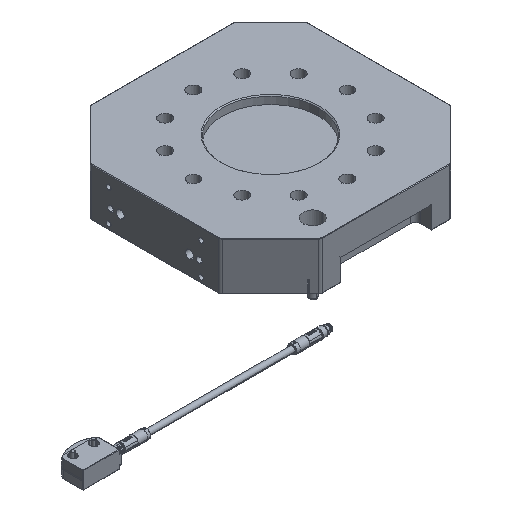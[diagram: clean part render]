
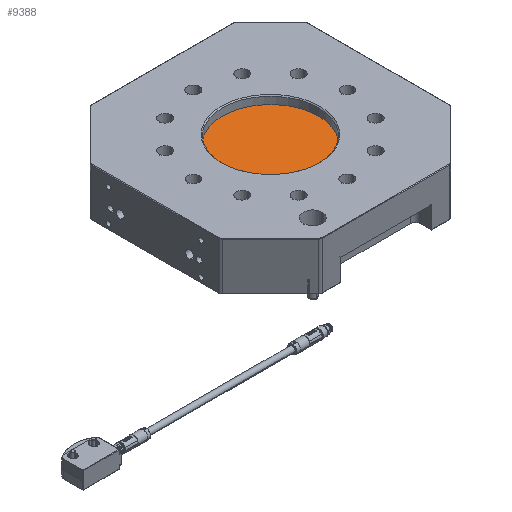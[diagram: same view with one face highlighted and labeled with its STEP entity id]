
A CAD part, isometric view. The second image highlights one B-rep face of the part: STEP entity #9388.
In plain terms, the highlighted planar face has unit normal (0, 0, 1).
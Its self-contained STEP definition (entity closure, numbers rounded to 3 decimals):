
#304 = DIRECTION ( 'NONE',  ( 1., 0., 0. ) ) ;
#702 = DIRECTION ( 'NONE',  ( 1., 0., 0. ) ) ;
#7907 = FACE_OUTER_BOUND ( 'NONE', #9432, .T. ) ;
#9388 = ADVANCED_FACE ( 'NONE', ( #7907 ), #30429, .T. ) ;
#9432 = EDGE_LOOP ( 'NONE', ( #37019, #111724 ) ) ;
#14312 = AXIS2_PLACEMENT_3D ( 'NONE', #94365, #73152, #702 ) ;
#15441 = CARTESIAN_POINT ( 'NONE',  ( 0., 0., 41.5 ) ) ;
#22282 = EDGE_CURVE ( 'NONE', #124035, #127289, #112337, .T. ) ;
#30082 = CARTESIAN_POINT ( 'NONE',  ( -50., 0., 41.5 ) ) ;
#30429 = PLANE ( 'NONE',  #43512 ) ;
#37019 = ORIENTED_EDGE ( 'NONE', *, *, #22282, .T. ) ;
#43512 = AXIS2_PLACEMENT_3D ( 'NONE', #54321, #63906, #304 ) ;
#45474 = CIRCLE ( 'NONE', #126005, 50. ) ;
#46869 = DIRECTION ( 'NONE',  ( 0., 0., 1. ) ) ;
#54321 = CARTESIAN_POINT ( 'NONE',  ( 0., 0., 41.5 ) ) ;
#63906 = DIRECTION ( 'NONE',  ( 0., 0., 1. ) ) ;
#71696 = EDGE_CURVE ( 'NONE', #127289, #124035, #45474, .T. ) ;
#73152 = DIRECTION ( 'NONE',  ( 0., 0., 1. ) ) ;
#94365 = CARTESIAN_POINT ( 'NONE',  ( 0., 0., 41.5 ) ) ;
#98793 = DIRECTION ( 'NONE',  ( 1., 0., 0. ) ) ;
#111724 = ORIENTED_EDGE ( 'NONE', *, *, #71696, .T. ) ;
#112337 = CIRCLE ( 'NONE', #14312, 50. ) ;
#124035 = VERTEX_POINT ( 'NONE', #126844 ) ;
#126005 = AXIS2_PLACEMENT_3D ( 'NONE', #15441, #46869, #98793 ) ;
#126844 = CARTESIAN_POINT ( 'NONE',  ( 50., 0., 41.5 ) ) ;
#127289 = VERTEX_POINT ( 'NONE', #30082 ) ;
